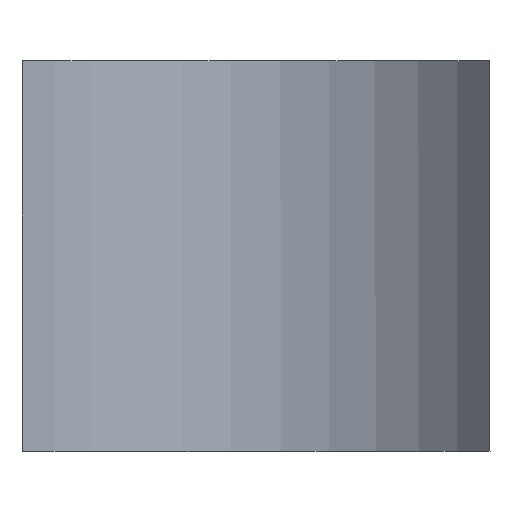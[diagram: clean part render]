
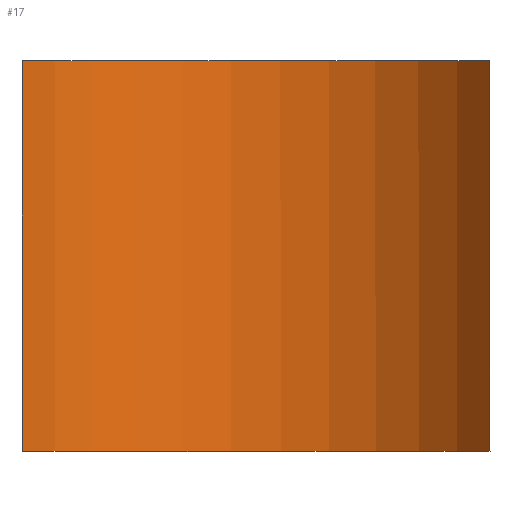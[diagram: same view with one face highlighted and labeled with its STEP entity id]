
A CAD part, top view. The second image highlights one B-rep face of the part: STEP entity #17.
In plain terms, the highlighted cylindrical face has radius 3 mm (diameter 6 mm), a partial arc.
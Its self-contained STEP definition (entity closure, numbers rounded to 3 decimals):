
#17 = ADVANCED_FACE('',(#18),#33,.F.);
#18 = FACE_BOUND('',#19,.F.);
#19 = EDGE_LOOP('',(#20,#66,#104,#143));
#20 = ORIENTED_EDGE('',*,*,#21,.T.);
#21 = EDGE_CURVE('',#22,#24,#26,.T.);
#22 = VERTEX_POINT('',#23);
#23 = CARTESIAN_POINT('',(-2.396,1.999,
    0.001));
#24 = VERTEX_POINT('',#25);
#25 = CARTESIAN_POINT('',(2.394,2.001,
    -0.002));
#26 = SURFACE_CURVE('',#27,(#32),.PCURVE_S1.);
#27 = CIRCLE('',#28,3.);
#28 = AXIS2_PLACEMENT_3D('',#29,#30,#31);
#29 = CARTESIAN_POINT('',(0.,2.,
    1.806));
#30 = DIRECTION('',(0.001,-1.,
    0.));
#31 = DIRECTION('',(-0.799,-0.001,-0.602)
  );
#32 = PCURVE('',#33,#38);
#33 = CYLINDRICAL_SURFACE('',#34,3.);
#34 = AXIS2_PLACEMENT_3D('',#35,#36,#37);
#35 = CARTESIAN_POINT('',(0.002,-2.4,
    1.807));
#36 = DIRECTION('',(-0.001,1.,
    0.));
#37 = DIRECTION('',(-0.743,-0.001,-0.67)
  );
#38 = DEFINITIONAL_REPRESENTATION('',(#39),#65);
#39 = B_SPLINE_CURVE_WITH_KNOTS('',3,(#40,#41,#42,#43,#44,#45,#46,#47,
    #48,#49,#50,#51,#52,#53,#54,#55,#56,#57,#58,#59,#60,#61,#62,#63,#64)
  ,.UNSPECIFIED.,.F.,.F.,(4,1,1,1,1,1,1,1,1,1,1,1,1,1,1,1,1,1,1,1,1,1,4)
  ,(0.,0.084,0.168,0.252,0.336,
    0.42,0.504,0.588,0.672,
    0.756,0.84,0.925,1.009,
    1.093,1.177,1.261,1.345,
    1.429,1.513,1.597,1.681,
    1.765,1.849),.QUASI_UNIFORM_KNOTS.);
#40 = CARTESIAN_POINT('',(6.371,4.4));
#41 = CARTESIAN_POINT('',(6.343,4.4));
#42 = CARTESIAN_POINT('',(6.287,4.4));
#43 = CARTESIAN_POINT('',(6.203,4.4));
#44 = CARTESIAN_POINT('',(6.119,4.4));
#45 = CARTESIAN_POINT('',(6.035,4.4));
#46 = CARTESIAN_POINT('',(5.951,4.4));
#47 = CARTESIAN_POINT('',(5.867,4.4));
#48 = CARTESIAN_POINT('',(5.783,4.4));
#49 = CARTESIAN_POINT('',(5.699,4.4));
#50 = CARTESIAN_POINT('',(5.615,4.4));
#51 = CARTESIAN_POINT('',(5.531,4.4));
#52 = CARTESIAN_POINT('',(5.447,4.4));
#53 = CARTESIAN_POINT('',(5.363,4.4));
#54 = CARTESIAN_POINT('',(5.279,4.4));
#55 = CARTESIAN_POINT('',(5.195,4.4));
#56 = CARTESIAN_POINT('',(5.111,4.4));
#57 = CARTESIAN_POINT('',(5.027,4.4));
#58 = CARTESIAN_POINT('',(4.943,4.4));
#59 = CARTESIAN_POINT('',(4.858,4.4));
#60 = CARTESIAN_POINT('',(4.774,4.4));
#61 = CARTESIAN_POINT('',(4.69,4.4));
#62 = CARTESIAN_POINT('',(4.606,4.4));
#63 = CARTESIAN_POINT('',(4.55,4.4));
#64 = CARTESIAN_POINT('',(4.522,4.4));
#65 = ( GEOMETRIC_REPRESENTATION_CONTEXT(2) 
PARAMETRIC_REPRESENTATION_CONTEXT() REPRESENTATION_CONTEXT('2D SPACE',''
  ) );
#66 = ORIENTED_EDGE('',*,*,#67,.T.);
#67 = EDGE_CURVE('',#24,#68,#70,.T.);
#68 = VERTEX_POINT('',#69);
#69 = CARTESIAN_POINT('',(2.396,-1.999,
    -0.001));
#70 = SURFACE_CURVE('',#71,(#75),.PCURVE_S1.);
#71 = LINE('',#72,#73);
#72 = CARTESIAN_POINT('',(2.394,2.001,
    -0.002));
#73 = VECTOR('',#74,1.);
#74 = DIRECTION('',(0.001,-1.,0.)
  );
#75 = PCURVE('',#33,#76);
#76 = DEFINITIONAL_REPRESENTATION('',(#77),#103);
#77 = B_SPLINE_CURVE_WITH_KNOTS('',3,(#78,#79,#80,#81,#82,#83,#84,#85,
    #86,#87,#88,#89,#90,#91,#92,#93,#94,#95,#96,#97,#98,#99,#100,#101,
    #102),.UNSPECIFIED.,.F.,.F.,(4,1,1,1,1,1,1,1,1,1,1,1,1,1,1,1,1,1,1,1
    ,1,1,4),(-0.,0.182,0.364,0.545,
    0.727,0.909,1.091,1.273,
    1.455,1.636,1.818,2.,
    2.182,2.364,2.545,2.727,
    2.909,3.091,3.273,3.455,
    3.636,3.818,4.),
  .QUASI_UNIFORM_KNOTS.);
#78 = CARTESIAN_POINT('',(4.522,4.4));
#79 = CARTESIAN_POINT('',(4.522,4.339));
#80 = CARTESIAN_POINT('',(4.522,4.218));
#81 = CARTESIAN_POINT('',(4.522,4.036));
#82 = CARTESIAN_POINT('',(4.522,3.855));
#83 = CARTESIAN_POINT('',(4.522,3.673));
#84 = CARTESIAN_POINT('',(4.522,3.491));
#85 = CARTESIAN_POINT('',(4.522,3.309));
#86 = CARTESIAN_POINT('',(4.522,3.127));
#87 = CARTESIAN_POINT('',(4.522,2.945));
#88 = CARTESIAN_POINT('',(4.522,2.764));
#89 = CARTESIAN_POINT('',(4.522,2.582));
#90 = CARTESIAN_POINT('',(4.522,2.4));
#91 = CARTESIAN_POINT('',(4.522,2.218));
#92 = CARTESIAN_POINT('',(4.522,2.036));
#93 = CARTESIAN_POINT('',(4.522,1.855));
#94 = CARTESIAN_POINT('',(4.522,1.673));
#95 = CARTESIAN_POINT('',(4.522,1.491));
#96 = CARTESIAN_POINT('',(4.522,1.309));
#97 = CARTESIAN_POINT('',(4.522,1.127));
#98 = CARTESIAN_POINT('',(4.522,0.945));
#99 = CARTESIAN_POINT('',(4.522,0.764));
#100 = CARTESIAN_POINT('',(4.522,0.582));
#101 = CARTESIAN_POINT('',(4.522,0.461));
#102 = CARTESIAN_POINT('',(4.522,0.4));
#103 = ( GEOMETRIC_REPRESENTATION_CONTEXT(2) 
PARAMETRIC_REPRESENTATION_CONTEXT() REPRESENTATION_CONTEXT('2D SPACE',''
  ) );
#104 = ORIENTED_EDGE('',*,*,#105,.T.);
#105 = EDGE_CURVE('',#68,#106,#108,.T.);
#106 = VERTEX_POINT('',#107);
#107 = CARTESIAN_POINT('',(-2.394,-2.001,
    0.002));
#108 = SURFACE_CURVE('',#109,(#114),.PCURVE_S1.);
#109 = CIRCLE('',#110,3.);
#110 = AXIS2_PLACEMENT_3D('',#111,#112,#113);
#111 = CARTESIAN_POINT('',(0.002,-2.,
    1.807));
#112 = DIRECTION('',(-0.001,1.,
    0.));
#113 = DIRECTION('',(0.798,0.,-0.603));
#114 = PCURVE('',#33,#115);
#115 = DEFINITIONAL_REPRESENTATION('',(#116),#142);
#116 = B_SPLINE_CURVE_WITH_KNOTS('',3,(#117,#118,#119,#120,#121,#122,
    #123,#124,#125,#126,#127,#128,#129,#130,#131,#132,#133,#134,#135,
    #136,#137,#138,#139,#140,#141),.UNSPECIFIED.,.F.,.F.,(4,1,1,1,1,1,1,
    1,1,1,1,1,1,1,1,1,1,1,1,1,1,1,4),(0.,0.084,
    0.168,0.252,0.336,0.42,
    0.504,0.588,0.672,0.756,
    0.84,0.925,1.009,1.093,
    1.177,1.261,1.345,1.429,
    1.513,1.597,1.681,1.765,
    1.849),.QUASI_UNIFORM_KNOTS.);
#117 = CARTESIAN_POINT('',(4.522,0.4));
#118 = CARTESIAN_POINT('',(4.55,0.4));
#119 = CARTESIAN_POINT('',(4.606,0.4));
#120 = CARTESIAN_POINT('',(4.69,0.4));
#121 = CARTESIAN_POINT('',(4.774,0.4));
#122 = CARTESIAN_POINT('',(4.858,0.4));
#123 = CARTESIAN_POINT('',(4.943,0.4));
#124 = CARTESIAN_POINT('',(5.027,0.4));
#125 = CARTESIAN_POINT('',(5.111,0.4));
#126 = CARTESIAN_POINT('',(5.195,0.4));
#127 = CARTESIAN_POINT('',(5.279,0.4));
#128 = CARTESIAN_POINT('',(5.363,0.4));
#129 = CARTESIAN_POINT('',(5.447,0.4));
#130 = CARTESIAN_POINT('',(5.531,0.4));
#131 = CARTESIAN_POINT('',(5.615,0.4));
#132 = CARTESIAN_POINT('',(5.699,0.4));
#133 = CARTESIAN_POINT('',(5.783,0.4));
#134 = CARTESIAN_POINT('',(5.867,0.4));
#135 = CARTESIAN_POINT('',(5.951,0.4));
#136 = CARTESIAN_POINT('',(6.035,0.4));
#137 = CARTESIAN_POINT('',(6.119,0.4));
#138 = CARTESIAN_POINT('',(6.203,0.4));
#139 = CARTESIAN_POINT('',(6.287,0.4));
#140 = CARTESIAN_POINT('',(6.343,0.4));
#141 = CARTESIAN_POINT('',(6.371,0.4));
#142 = ( GEOMETRIC_REPRESENTATION_CONTEXT(2) 
PARAMETRIC_REPRESENTATION_CONTEXT() REPRESENTATION_CONTEXT('2D SPACE',''
  ) );
#143 = ORIENTED_EDGE('',*,*,#144,.T.);
#144 = EDGE_CURVE('',#106,#22,#145,.T.);
#145 = SURFACE_CURVE('',#146,(#150),.PCURVE_S1.);
#146 = LINE('',#147,#148);
#147 = CARTESIAN_POINT('',(-2.394,-2.001,
    0.002));
#148 = VECTOR('',#149,1.);
#149 = DIRECTION('',(-0.001,1.,
    0.));
#150 = PCURVE('',#33,#151);
#151 = DEFINITIONAL_REPRESENTATION('',(#152),#178);
#152 = B_SPLINE_CURVE_WITH_KNOTS('',3,(#153,#154,#155,#156,#157,#158,
    #159,#160,#161,#162,#163,#164,#165,#166,#167,#168,#169,#170,#171,
    #172,#173,#174,#175,#176,#177),.UNSPECIFIED.,.F.,.F.,(4,1,1,1,1,1,1,
    1,1,1,1,1,1,1,1,1,1,1,1,1,1,1,4),(0.,0.182,0.364,
    0.545,0.727,0.909,1.091,
    1.273,1.455,1.636,1.818,
    2.,2.182,2.364,2.545,
    2.727,2.909,3.091,3.273,
    3.455,3.636,3.818,4.),
  .QUASI_UNIFORM_KNOTS.);
#153 = CARTESIAN_POINT('',(6.371,0.4));
#154 = CARTESIAN_POINT('',(6.371,0.461));
#155 = CARTESIAN_POINT('',(6.371,0.582));
#156 = CARTESIAN_POINT('',(6.371,0.764));
#157 = CARTESIAN_POINT('',(6.371,0.945));
#158 = CARTESIAN_POINT('',(6.371,1.127));
#159 = CARTESIAN_POINT('',(6.371,1.309));
#160 = CARTESIAN_POINT('',(6.371,1.491));
#161 = CARTESIAN_POINT('',(6.371,1.673));
#162 = CARTESIAN_POINT('',(6.371,1.855));
#163 = CARTESIAN_POINT('',(6.371,2.036));
#164 = CARTESIAN_POINT('',(6.371,2.218));
#165 = CARTESIAN_POINT('',(6.371,2.4));
#166 = CARTESIAN_POINT('',(6.371,2.582));
#167 = CARTESIAN_POINT('',(6.371,2.764));
#168 = CARTESIAN_POINT('',(6.371,2.945));
#169 = CARTESIAN_POINT('',(6.371,3.127));
#170 = CARTESIAN_POINT('',(6.371,3.309));
#171 = CARTESIAN_POINT('',(6.371,3.491));
#172 = CARTESIAN_POINT('',(6.371,3.673));
#173 = CARTESIAN_POINT('',(6.371,3.855));
#174 = CARTESIAN_POINT('',(6.371,4.036));
#175 = CARTESIAN_POINT('',(6.371,4.218));
#176 = CARTESIAN_POINT('',(6.371,4.339));
#177 = CARTESIAN_POINT('',(6.371,4.4));
#178 = ( GEOMETRIC_REPRESENTATION_CONTEXT(2) 
PARAMETRIC_REPRESENTATION_CONTEXT() REPRESENTATION_CONTEXT('2D SPACE',''
  ) );
